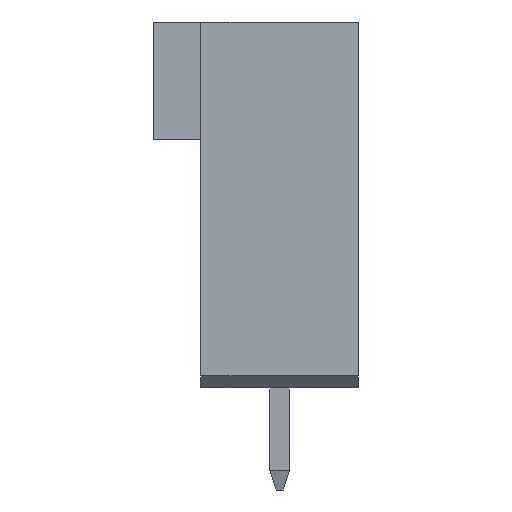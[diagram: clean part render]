
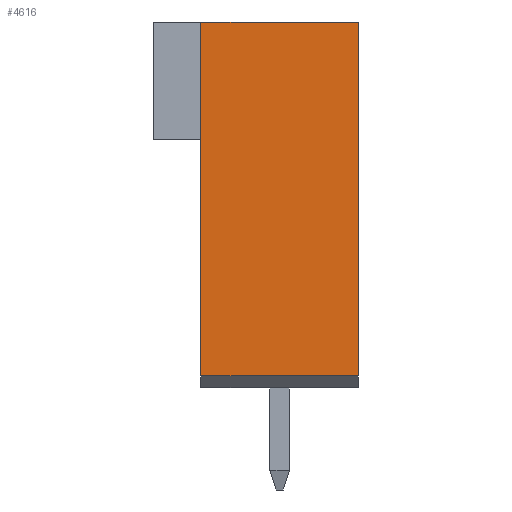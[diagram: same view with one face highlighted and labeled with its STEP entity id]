
A CAD part, left-side view. The second image highlights one B-rep face of the part: STEP entity #4616.
In plain terms, the highlighted planar face has unit normal (-1, 0, 0).
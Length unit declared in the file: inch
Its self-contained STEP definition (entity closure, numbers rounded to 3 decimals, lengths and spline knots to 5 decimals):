
#1=DIRECTION('',(0.,-1.,0.));
#2=VECTOR('',#1,0.2);
#3=CARTESIAN_POINT('',(-0.95,0.1,0.15));
#4=LINE('',#3,#2);
#5=DIRECTION('',(0.,0.,-1.));
#6=VECTOR('',#5,0.45);
#7=CARTESIAN_POINT('',(-0.95,-0.1,0.15));
#8=LINE('',#7,#6);
#9=DIRECTION('',(0.,1.,0.));
#10=VECTOR('',#9,0.2);
#11=CARTESIAN_POINT('',(-0.95,-0.1,-0.3));
#12=LINE('',#11,#10);
#45=DIRECTION('',(0.,0.,-1.));
#46=VECTOR('',#45,0.45);
#47=CARTESIAN_POINT('',(-0.95,0.1,0.15));
#48=LINE('',#47,#46);
#3529=CARTESIAN_POINT('',(-0.95,-0.1,0.15));
#3530=CARTESIAN_POINT('',(-0.95,-0.1,-0.3));
#3531=VERTEX_POINT('',#3529);
#3532=VERTEX_POINT('',#3530);
#3533=CARTESIAN_POINT('',(-0.95,0.1,-0.3));
#3534=VERTEX_POINT('',#3533);
#3699=CARTESIAN_POINT('',(-0.95,0.1,0.15));
#3700=VERTEX_POINT('',#3699);
#4601=CARTESIAN_POINT('',(-0.95,0.,0.));
#4602=DIRECTION('',(1.,0.,0.));
#4603=DIRECTION('',(0.,0.,-1.));
#4604=AXIS2_PLACEMENT_3D('',#4601,#4602,#4603);
#4605=PLANE('',#4604);
#4607=ORIENTED_EDGE('',*,*,#4606,.F.);
#4609=ORIENTED_EDGE('',*,*,#4608,.T.);
#4611=ORIENTED_EDGE('',*,*,#4610,.T.);
#4613=ORIENTED_EDGE('',*,*,#4612,.T.);
#4614=EDGE_LOOP('',(#4607,#4609,#4611,#4613));
#4615=FACE_OUTER_BOUND('',#4614,.F.);
#4616=ADVANCED_FACE('',(#4615),#4605,.F.);
#4606=EDGE_CURVE('',#3700,#3534,#48,.T.);
#4608=EDGE_CURVE('',#3700,#3531,#4,.T.);
#4610=EDGE_CURVE('',#3531,#3532,#8,.T.);
#4612=EDGE_CURVE('',#3532,#3534,#12,.T.);
